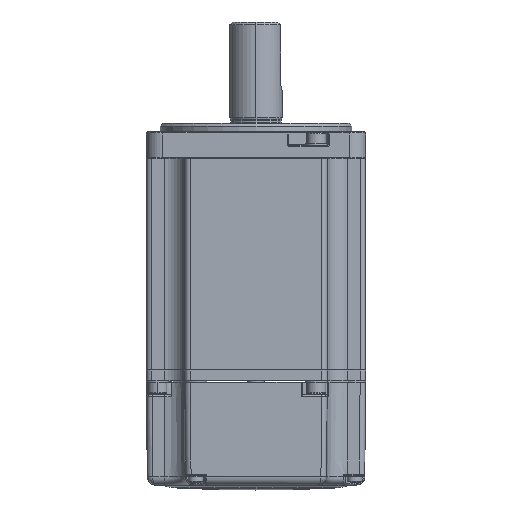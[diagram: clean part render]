
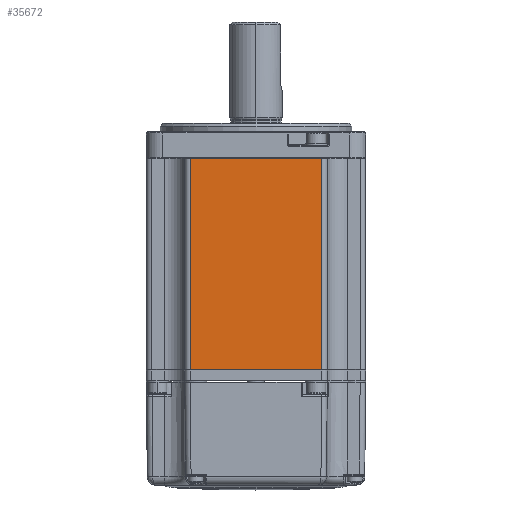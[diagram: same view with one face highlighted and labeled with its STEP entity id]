
A CAD part, front view. The second image highlights one B-rep face of the part: STEP entity #35672.
In plain terms, the highlighted planar face has unit normal (0, -1, 0).
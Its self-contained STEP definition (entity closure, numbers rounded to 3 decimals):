
#816 = CARTESIAN_POINT ( 'NONE',  ( 24., -40., 1.2 ) ) ;
#821 = CARTESIAN_POINT ( 'NONE',  ( 24., -40., 78.3 ) ) ;
#823 = CARTESIAN_POINT ( 'NONE',  ( -24., -40., 78.3 ) ) ;
#828 = CARTESIAN_POINT ( 'NONE',  ( -24., -40., 1.2 ) ) ;
#3856 = VERTEX_POINT ( 'NONE', #816 ) ;
#3859 = VERTEX_POINT ( 'NONE', #821 ) ;
#3860 = VERTEX_POINT ( 'NONE', #823 ) ;
#3863 = VERTEX_POINT ( 'NONE', #828 ) ;
#10919 = LINE ( 'NONE', #23478, #10922 ) ;
#10922 = VECTOR ( 'NONE', #23480, 1000. ) ;
#10931 = LINE ( 'NONE', #23494, #10934 ) ;
#10934 = VECTOR ( 'NONE', #23495, 1000. ) ;
#17407 = EDGE_CURVE ( 'NONE', #3859, #3860, #10919, .T. ) ;
#17420 = EDGE_CURVE ( 'NONE', #3863, #3856, #10931, .T. ) ;
#17461 = CARTESIAN_POINT ( 'NONE',  ( 24., -40., 79.5 ) ) ;
#17463 = DIRECTION ( 'NONE',  ( 0., 0., 1. ) ) ;
#17475 = CARTESIAN_POINT ( 'NONE',  ( -24., -40., 79.5 ) ) ;
#17478 = DIRECTION ( 'NONE',  ( 0., 0., -1. ) ) ;
#23478 = CARTESIAN_POINT ( 'NONE',  ( -24., -40., 78.3 ) ) ;
#23480 = DIRECTION ( 'NONE',  ( -1., 0., 0. ) ) ;
#23494 = CARTESIAN_POINT ( 'NONE',  ( 24., -40., 1.2 ) ) ;
#23495 = DIRECTION ( 'NONE',  ( 1., 0., 0. ) ) ;
#24662 = EDGE_CURVE ( 'NONE', #3860, #3863, #30863, .T. ) ;
#24667 = EDGE_CURVE ( 'NONE', #3856, #3859, #30875, .T. ) ;
#28036 = ORIENTED_EDGE ( 'NONE', *, *, #24662, .T. ) ;
#28038 = ORIENTED_EDGE ( 'NONE', *, *, #17420, .T. ) ;
#28040 = ORIENTED_EDGE ( 'NONE', *, *, #24667, .T. ) ;
#28041 = ORIENTED_EDGE ( 'NONE', *, *, #17407, .T. ) ;
#30863 = LINE ( 'NONE', #17475, #30872 ) ;
#30872 = VECTOR ( 'NONE', #17478, 1000. ) ;
#30875 = LINE ( 'NONE', #17461, #30881 ) ;
#30881 = VECTOR ( 'NONE', #17463, 1000. ) ;
#35672 = ADVANCED_FACE ( 'NONE', ( #42957 ), #38165, .F. ) ;
#36432 = EDGE_LOOP ( 'NONE', ( #28036, #28038, #28040, #28041 ) ) ;
#38160 = CARTESIAN_POINT ( 'NONE',  ( 0., -40., 79.5 ) ) ;
#38165 = PLANE ( 'NONE',  #40007 ) ;
#38168 = DIRECTION ( 'NONE',  ( 0., 1., 0. ) ) ;
#38169 = DIRECTION ( 'NONE',  ( -1., 0., 0. ) ) ;
#40007 = AXIS2_PLACEMENT_3D ( 'NONE', #38160, #38168, #38169 ) ;
#42957 = FACE_OUTER_BOUND ( 'NONE', #36432, .T. ) ;
